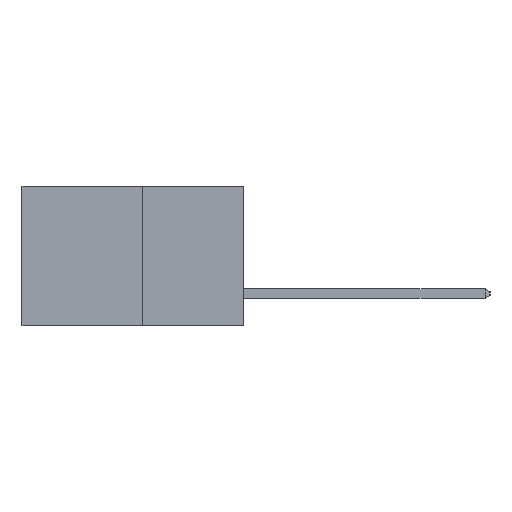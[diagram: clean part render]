
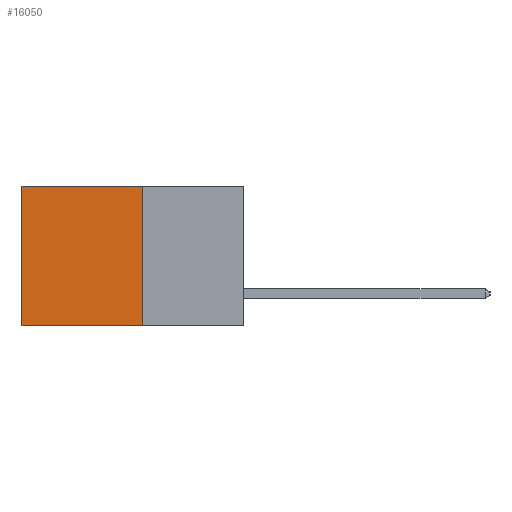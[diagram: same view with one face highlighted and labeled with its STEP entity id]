
A CAD part, left-side view. The second image highlights one B-rep face of the part: STEP entity #16050.
In plain terms, the highlighted planar face has unit normal (-1, 0, 0).
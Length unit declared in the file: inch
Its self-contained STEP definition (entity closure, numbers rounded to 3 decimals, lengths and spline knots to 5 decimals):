
#30 = EDGE_CURVE ( 'NONE', #3412, #10582, #6923, .T. ) ;
#580 = EDGE_CURVE ( 'NONE', #10661, #5032, #21135, .T. ) ;
#1074 = CARTESIAN_POINT ( 'NONE',  ( 0.277, 0.27, -0.37 ) ) ;
#2199 = ORIENTED_EDGE ( 'NONE', *, *, #580, .T. ) ;
#3412 = VERTEX_POINT ( 'NONE', #14999 ) ;
#4890 = LINE ( 'NONE', #15878, #8771 ) ;
#5032 = VERTEX_POINT ( 'NONE', #14139 ) ;
#5401 = CARTESIAN_POINT ( 'NONE',  ( 0.277, 0.59, -0.37 ) ) ;
#6124 = PLANE ( 'NONE',  #19944 ) ;
#6923 = LINE ( 'NONE', #14008, #18930 ) ;
#7167 = ORIENTED_EDGE ( 'NONE', *, *, #18422, .F. ) ;
#7659 = DIRECTION ( 'NONE',  ( 0., 1., 0. ) ) ;
#7751 = DIRECTION ( 'NONE',  ( 0., 0., -1. ) ) ;
#8748 = CARTESIAN_POINT ( 'NONE',  ( 0.277, 0.27, -0.37 ) ) ;
#8771 = VECTOR ( 'NONE', #7659, 39.37008 ) ;
#9089 = DIRECTION ( 'NONE',  ( 0., 0., -1. ) ) ;
#9732 = VECTOR ( 'NONE', #9089, 39.37008 ) ;
#10582 = VERTEX_POINT ( 'NONE', #8748 ) ;
#10661 = VERTEX_POINT ( 'NONE', #18674 ) ;
#10732 = ORIENTED_EDGE ( 'NONE', *, *, #20343, .T. ) ;
#13840 = CARTESIAN_POINT ( 'NONE',  ( 0.277, 0.27, -0.37 ) ) ;
#14008 = CARTESIAN_POINT ( 'NONE',  ( 0.277, 0.27, -0.37 ) ) ;
#14139 = CARTESIAN_POINT ( 'NONE',  ( 0.277, 0.59, -0.37 ) ) ;
#14553 = DIRECTION ( 'NONE',  ( 0., 0., -1. ) ) ;
#14999 = CARTESIAN_POINT ( 'NONE',  ( 0.277, 0.27, 0. ) ) ;
#15384 = ORIENTED_EDGE ( 'NONE', *, *, #30, .F. ) ;
#15878 = CARTESIAN_POINT ( 'NONE',  ( 0.277, 0.27, 0. ) ) ;
#16050 = ADVANCED_FACE ( 'NONE', ( #16937 ), #6124, .F. ) ;
#16937 = FACE_OUTER_BOUND ( 'NONE', #20543, .T. ) ;
#17584 = DIRECTION ( 'NONE',  ( 1., 0., 0. ) ) ;
#18422 = EDGE_CURVE ( 'NONE', #10582, #5032, #19327, .T. ) ;
#18669 = DIRECTION ( 'NONE',  ( 0., 1., 0. ) ) ;
#18674 = CARTESIAN_POINT ( 'NONE',  ( 0.277, 0.59, 0. ) ) ;
#18930 = VECTOR ( 'NONE', #14553, 39.37008 ) ;
#19327 = LINE ( 'NONE', #13840, #19812 ) ;
#19812 = VECTOR ( 'NONE', #18669, 39.37008 ) ;
#19944 = AXIS2_PLACEMENT_3D ( 'NONE', #1074, #17584, #7751 ) ;
#20343 = EDGE_CURVE ( 'NONE', #3412, #10661, #4890, .T. ) ;
#20543 = EDGE_LOOP ( 'NONE', ( #2199, #7167, #15384, #10732 ) ) ;
#21135 = LINE ( 'NONE', #5401, #9732 ) ;
